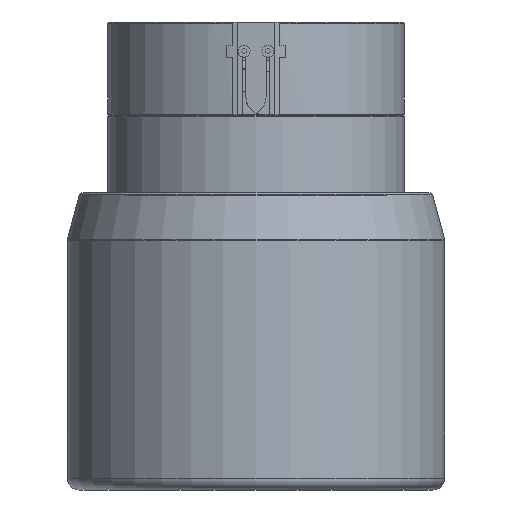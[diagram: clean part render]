
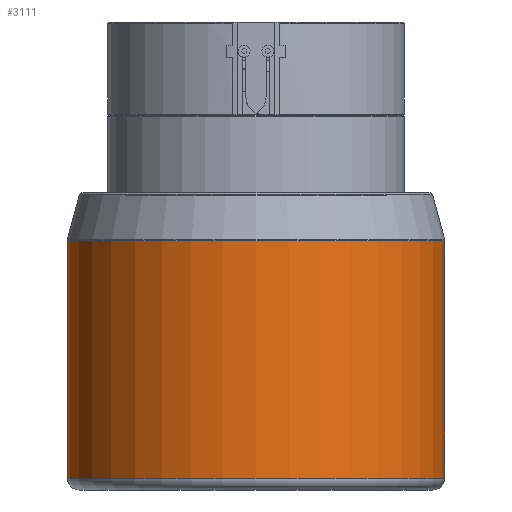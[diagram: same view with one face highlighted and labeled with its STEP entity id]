
A CAD part, front view. The second image highlights one B-rep face of the part: STEP entity #3111.
In plain terms, the highlighted cylindrical face has radius 15.875 mm (diameter 31.75 mm), a full revolution.
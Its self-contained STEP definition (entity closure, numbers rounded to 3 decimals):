
#468=CYLINDRICAL_SURFACE('',#3328,15.875);
#533=ORIENTED_EDGE('',*,*,#1181,.T.);
#534=ORIENTED_EDGE('',*,*,#1182,.T.);
#1181=EDGE_CURVE('',#1505,#1505,#1741,.F.);
#1182=EDGE_CURVE('',#1506,#1506,#1742,.F.);
#1505=VERTEX_POINT('',#4462);
#1506=VERTEX_POINT('',#4464);
#1741=CIRCLE('',#3329,15.875);
#1742=CIRCLE('',#3330,15.875);
#1884=EDGE_LOOP('',(#533));
#1885=EDGE_LOOP('',(#534));
#2112=FACE_BOUND('',#1884,.T.);
#2113=FACE_BOUND('',#1885,.T.);
#3111=ADVANCED_FACE('',(#2112,#2113),#468,.T.);
#3328=AXIS2_PLACEMENT_3D('',#4460,#3663,#3664);
#3329=AXIS2_PLACEMENT_3D('',#4461,#3665,#3666);
#3330=AXIS2_PLACEMENT_3D('',#4463,#3667,#3668);
#3663=DIRECTION('',(0.,0.,1.));
#3664=DIRECTION('',(1.,0.,0.));
#3665=DIRECTION('',(0.,0.,1.));
#3666=DIRECTION('',(1.,0.,0.));
#3667=DIRECTION('',(0.,0.,-1.));
#3668=DIRECTION('',(-1.,0.,0.));
#4460=CARTESIAN_POINT('',(0.,0.,-57.));
#4461=CARTESIAN_POINT('',(0.,0.,20.974));
#4462=CARTESIAN_POINT('',(15.875,0.,20.974));
#4463=CARTESIAN_POINT('',(0.,0.,1.));
#4464=CARTESIAN_POINT('',(-15.875,0.,1.));
